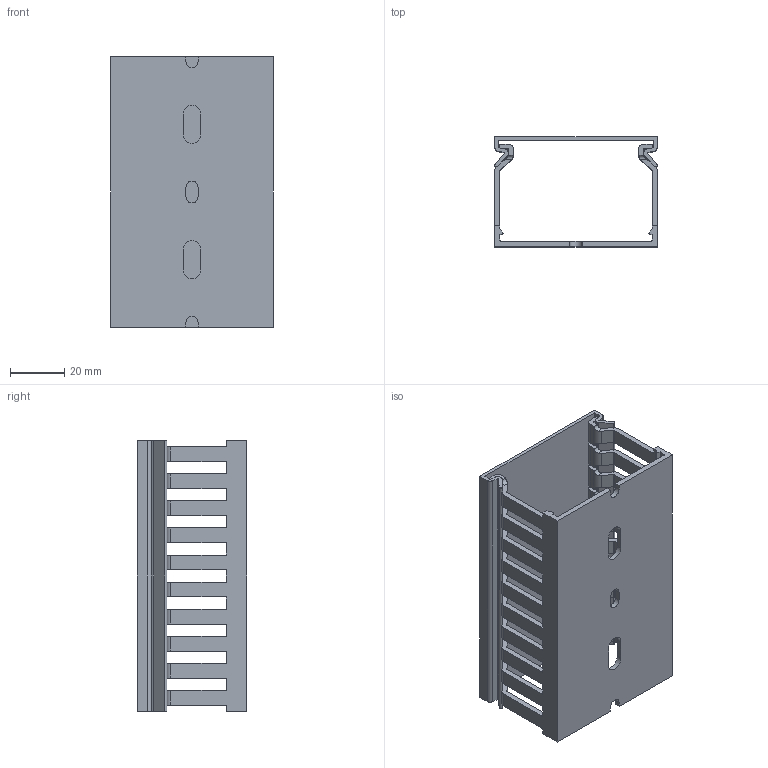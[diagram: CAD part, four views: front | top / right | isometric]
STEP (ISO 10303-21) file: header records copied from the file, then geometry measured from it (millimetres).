
FILE_DESCRIPTION(/* description */ ('F2000-60x40'),/* implementation_level */ '2;1');
FILE_NAME(/* name */ '17843.6_VK_HF_60X40_LG. Deckel.stp',/* time_stamp */ '2017-11-13T12:21:50+01:00',/* author */ ('freichenberger'),/* organization */ ('Conta-Clip Verbindungstechnik GmbH'),/* preprocessor_version */ 'ST-DEVELOPER v17',/* originating_system */ 'Autodesk Inventor 2018',/* authorisation */ '');
FILE_SCHEMA (('AUTOMOTIVE_DESIGN { 1 0 10303 214 3 1 1 }'));
Length unit declared in the file: millimetre
Products named in the file (3): 7312-1; 7312-1 / 7362-1; 60
Assembly tree (2 placements, depth 2):
  7312-1
    7312-1 / 7362-1
    60
Bounding box: 60.01 x 40.5 x 100 mm (x, y, z)
Volume: 32751.9 mm3; surface area: 44081.3 mm2
Topology: 2 solids, 2 shells, 468 faces, 1392 edges, 928 vertices
Faces by surface type: plane 266, cylinder 202
Entity records: 16435 total; most frequent: CARTESIAN_POINT 3513, ORIENTED_EDGE 2784, DIRECTION 2662, EDGE_CURVE 1392, VERTEX_POINT 928, LINE 908, VECTOR 908, AXIS2_PLACEMENT_3D 877
